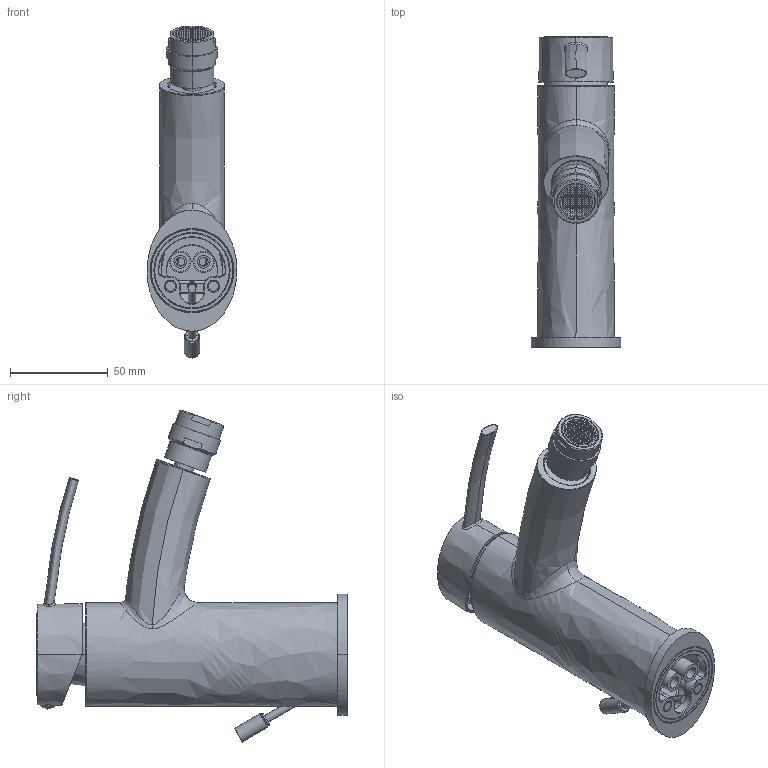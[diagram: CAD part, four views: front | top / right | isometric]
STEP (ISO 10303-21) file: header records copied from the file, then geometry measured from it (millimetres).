
FILE_DESCRIPTION((''),'2;1');
FILE_NAME('BR135CR','2021-11-08T10:23:02',('ut3'),('PAFFONI SpA'),'CREO PARAMETRIC BY PTC INC, 2020044','CREO PARAMETRIC BY PTC INC, 2020044','');
FILE_SCHEMA(('CONFIG_CONTROL_DESIGN','SHAPE_APPEARANCE_LAYERS_GROUPS'));
Products named in the file (1): BR135CR
Bounding box: 46 x 159.2 x 170.06 mm (x, y, z)
Volume: 165110.7 mm3; surface area: 99701.9 mm2
Topology: 7 solids, 7 shells, 2791 faces, 7822 edges, 5036 vertices
Faces by surface type: plane 1989, cylinder 423, cone 140, bspline 119, torus 93, sphere 16, extrusion 9, revolution 2
Entity records: 132177 total; most frequent: CARTESIAN_POINT 34125, ORIENTED_EDGE 15604, DIRECTION 14566, EDGE_CURVE 7802, VECTOR 5116, LINE 5107, VERTEX_POINT 5036, AXIS2_PLACEMENT_3D 4724
